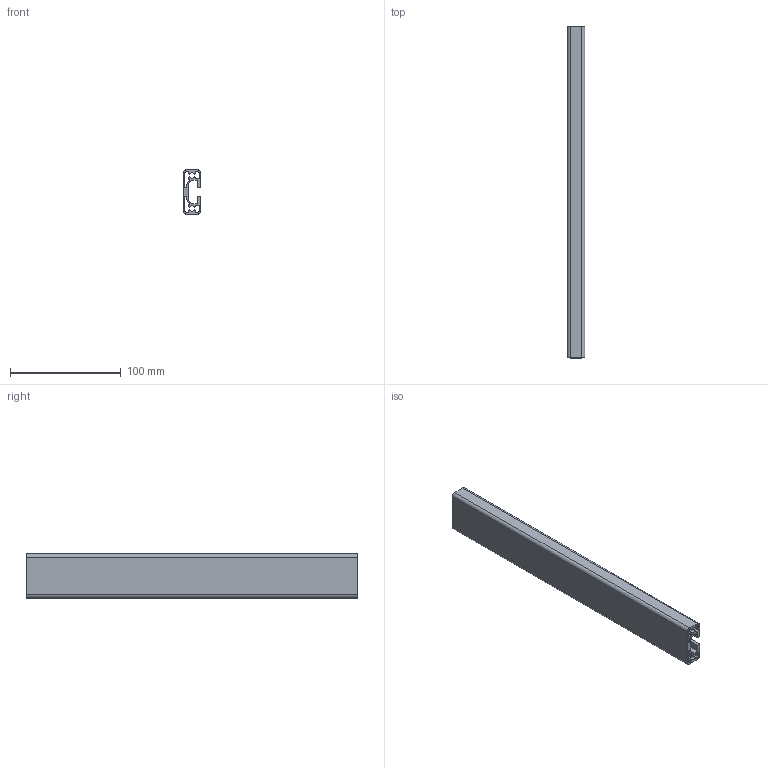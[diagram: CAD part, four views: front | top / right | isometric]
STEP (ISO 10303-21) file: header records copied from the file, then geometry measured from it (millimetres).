
FILE_DESCRIPTION (( 'STEP AP214' ), '1' );
FILE_NAME ('1728152695021.step', '2024-10-05T18:25:17', ( 'Windows User' ), ( '' ), 'SwSTEP 2.0', 'SolidWorks 2011', '' );
FILE_SCHEMA (( 'AUTOMOTIVE_DESIGN' ));
Length unit declared in the file: millimetre
Products named in the file (2): 1.09.016040.14LPx300.00(1); 1728152695021
Assembly tree (1 placements, depth 2):
  1728152695021
    1.09.016040.14LPx300.00(1)
Bounding box: 16 x 300 x 40 mm (x, y, z)
Volume: 78778.2 mm3; surface area: 81743.8 mm2
Topology: 1 solids, 1 shells, 86 faces, 252 edges, 168 vertices
Faces by surface type: plane 44, cylinder 42
Entity records: 2954 total; most frequent: DIRECTION 516, CARTESIAN_POINT 510, ORIENTED_EDGE 504, EDGE_CURVE 252, AXIS2_PLACEMENT_3D 174, LINE 168, VECTOR 168, VERTEX_POINT 168
